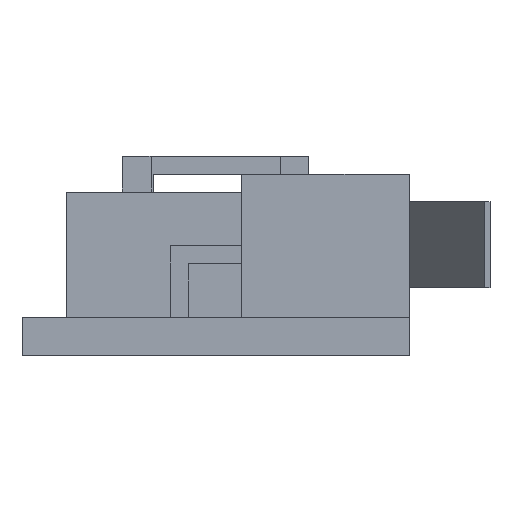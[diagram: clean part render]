
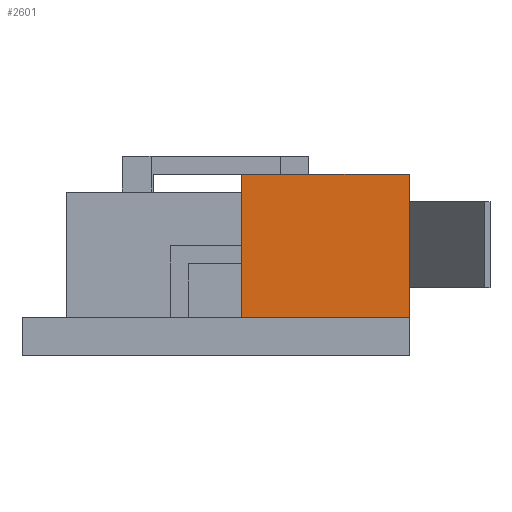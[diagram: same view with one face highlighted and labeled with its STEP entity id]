
A CAD part, left-side view. The second image highlights one B-rep face of the part: STEP entity #2601.
In plain terms, the highlighted planar face has unit normal (-1, 0, 0).
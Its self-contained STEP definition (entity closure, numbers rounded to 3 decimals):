
#42 = PLANE('',#43);
#43 = AXIS2_PLACEMENT_3D('',#44,#45,#46);
#44 = CARTESIAN_POINT('',(-28.113,22.161,
    268.614));
#45 = DIRECTION('',(0.,0.,1.));
#46 = DIRECTION('',(-1.,0.,0.));
#182 = VERTEX_POINT('',#183);
#183 = CARTESIAN_POINT('',(-60.863,5.961,
    274.614));
#192 = PLANE('',#193);
#193 = AXIS2_PLACEMENT_3D('',#194,#195,#196);
#194 = CARTESIAN_POINT('',(-47.863,47.41,
    274.614));
#195 = DIRECTION('',(0.,0.,1.));
#196 = DIRECTION('',(-1.,0.,0.));
#204 = PLANE('',#205);
#205 = AXIS2_PLACEMENT_3D('',#206,#207,#208);
#206 = CARTESIAN_POINT('',(-28.113,5.961,
    268.614));
#207 = DIRECTION('',(0.,1.,0.));
#208 = DIRECTION('',(0.,0.,-1.));
#245 = VERTEX_POINT('',#246);
#246 = CARTESIAN_POINT('',(-60.863,12.961,
    274.614));
#260 = PLANE('',#261);
#261 = AXIS2_PLACEMENT_3D('',#262,#263,#264);
#262 = CARTESIAN_POINT('',(-48.013,12.961,
    271.614));
#263 = DIRECTION('',(0.,-1.,0.));
#264 = DIRECTION('',(0.,0.,1.));
#272 = EDGE_CURVE('',#182,#245,#273,.T.);
#273 = SURFACE_CURVE('',#274,(#278,#285),.PCURVE_S1.);
#274 = LINE('',#275,#276);
#275 = CARTESIAN_POINT('',(-60.863,5.961,
    274.614));
#276 = VECTOR('',#277,1.);
#277 = DIRECTION('',(0.,1.,0.));
#278 = PCURVE('',#192,#279);
#279 = DEFINITIONAL_REPRESENTATION('',(#280),#284);
#280 = LINE('',#281,#282);
#281 = CARTESIAN_POINT('',(13.,41.449));
#282 = VECTOR('',#283,1.);
#283 = DIRECTION('',(0.,-1.));
#284 = ( GEOMETRIC_REPRESENTATION_CONTEXT(2) 
PARAMETRIC_REPRESENTATION_CONTEXT() REPRESENTATION_CONTEXT('2D SPACE',''
  ) );
#285 = PCURVE('',#286,#291);
#286 = PLANE('',#287);
#287 = AXIS2_PLACEMENT_3D('',#288,#289,#290);
#288 = CARTESIAN_POINT('',(-60.863,47.41,
    274.614));
#289 = DIRECTION('',(-1.,0.,0.));
#290 = DIRECTION('',(0.,0.,-1.));
#291 = DEFINITIONAL_REPRESENTATION('',(#292),#296);
#292 = LINE('',#293,#294);
#293 = CARTESIAN_POINT('',(0.,41.449));
#294 = VECTOR('',#295,1.);
#295 = DIRECTION('',(0.,-1.));
#296 = ( GEOMETRIC_REPRESENTATION_CONTEXT(2) 
PARAMETRIC_REPRESENTATION_CONTEXT() REPRESENTATION_CONTEXT('2D SPACE',''
  ) );
#563 = EDGE_CURVE('',#182,#564,#566,.T.);
#564 = VERTEX_POINT('',#565);
#565 = CARTESIAN_POINT('',(-60.863,5.961,
    268.614));
#566 = SURFACE_CURVE('',#567,(#571,#578),.PCURVE_S1.);
#567 = LINE('',#568,#569);
#568 = CARTESIAN_POINT('',(-60.863,5.961,
    274.614));
#569 = VECTOR('',#570,1.);
#570 = DIRECTION('',(0.,0.,-1.));
#571 = PCURVE('',#204,#572);
#572 = DEFINITIONAL_REPRESENTATION('',(#573),#577);
#573 = LINE('',#574,#575);
#574 = CARTESIAN_POINT('',(-6.,32.75));
#575 = VECTOR('',#576,1.);
#576 = DIRECTION('',(1.,0.));
#577 = ( GEOMETRIC_REPRESENTATION_CONTEXT(2) 
PARAMETRIC_REPRESENTATION_CONTEXT() REPRESENTATION_CONTEXT('2D SPACE',''
  ) );
#578 = PCURVE('',#286,#579);
#579 = DEFINITIONAL_REPRESENTATION('',(#580),#584);
#580 = LINE('',#581,#582);
#581 = CARTESIAN_POINT('',(0.,41.449));
#582 = VECTOR('',#583,1.);
#583 = DIRECTION('',(1.,0.));
#584 = ( GEOMETRIC_REPRESENTATION_CONTEXT(2) 
PARAMETRIC_REPRESENTATION_CONTEXT() REPRESENTATION_CONTEXT('2D SPACE',''
  ) );
#2061 = VERTEX_POINT('',#2062);
#2062 = CARTESIAN_POINT('',(-60.863,12.961,
    268.614));
#2204 = EDGE_CURVE('',#564,#2061,#2205,.T.);
#2205 = SURFACE_CURVE('',#2206,(#2210,#2217),.PCURVE_S1.);
#2206 = LINE('',#2207,#2208);
#2207 = CARTESIAN_POINT('',(-60.863,5.961,
    268.614));
#2208 = VECTOR('',#2209,1.);
#2209 = DIRECTION('',(0.,1.,0.));
#2210 = PCURVE('',#42,#2211);
#2211 = DEFINITIONAL_REPRESENTATION('',(#2212),#2216);
#2212 = LINE('',#2213,#2214);
#2213 = CARTESIAN_POINT('',(32.75,16.2));
#2214 = VECTOR('',#2215,1.);
#2215 = DIRECTION('',(0.,-1.));
#2216 = ( GEOMETRIC_REPRESENTATION_CONTEXT(2) 
PARAMETRIC_REPRESENTATION_CONTEXT() REPRESENTATION_CONTEXT('2D SPACE',''
  ) );
#2217 = PCURVE('',#286,#2218);
#2218 = DEFINITIONAL_REPRESENTATION('',(#2219),#2223);
#2219 = LINE('',#2220,#2221);
#2220 = CARTESIAN_POINT('',(6.,41.449));
#2221 = VECTOR('',#2222,1.);
#2222 = DIRECTION('',(0.,-1.));
#2223 = ( GEOMETRIC_REPRESENTATION_CONTEXT(2) 
PARAMETRIC_REPRESENTATION_CONTEXT() REPRESENTATION_CONTEXT('2D SPACE',''
  ) );
#2601 = ADVANCED_FACE('',(#2602),#286,.T.);
#2602 = FACE_BOUND('',#2603,.T.);
#2603 = EDGE_LOOP('',(#2604,#2625,#2626,#2627));
#2604 = ORIENTED_EDGE('',*,*,#2605,.F.);
#2605 = EDGE_CURVE('',#2061,#245,#2606,.T.);
#2606 = SURFACE_CURVE('',#2607,(#2611,#2618),.PCURVE_S1.);
#2607 = LINE('',#2608,#2609);
#2608 = CARTESIAN_POINT('',(-60.863,12.961,
    268.614));
#2609 = VECTOR('',#2610,1.);
#2610 = DIRECTION('',(0.,0.,1.));
#2611 = PCURVE('',#286,#2612);
#2612 = DEFINITIONAL_REPRESENTATION('',(#2613),#2617);
#2613 = LINE('',#2614,#2615);
#2614 = CARTESIAN_POINT('',(6.,34.449));
#2615 = VECTOR('',#2616,1.);
#2616 = DIRECTION('',(-1.,0.));
#2617 = ( GEOMETRIC_REPRESENTATION_CONTEXT(2) 
PARAMETRIC_REPRESENTATION_CONTEXT() REPRESENTATION_CONTEXT('2D SPACE',''
  ) );
#2618 = PCURVE('',#260,#2619);
#2619 = DEFINITIONAL_REPRESENTATION('',(#2620),#2624);
#2620 = LINE('',#2621,#2622);
#2621 = CARTESIAN_POINT('',(-3.,12.85));
#2622 = VECTOR('',#2623,1.);
#2623 = DIRECTION('',(1.,0.));
#2624 = ( GEOMETRIC_REPRESENTATION_CONTEXT(2) 
PARAMETRIC_REPRESENTATION_CONTEXT() REPRESENTATION_CONTEXT('2D SPACE',''
  ) );
#2625 = ORIENTED_EDGE('',*,*,#2204,.F.);
#2626 = ORIENTED_EDGE('',*,*,#563,.F.);
#2627 = ORIENTED_EDGE('',*,*,#272,.T.);
